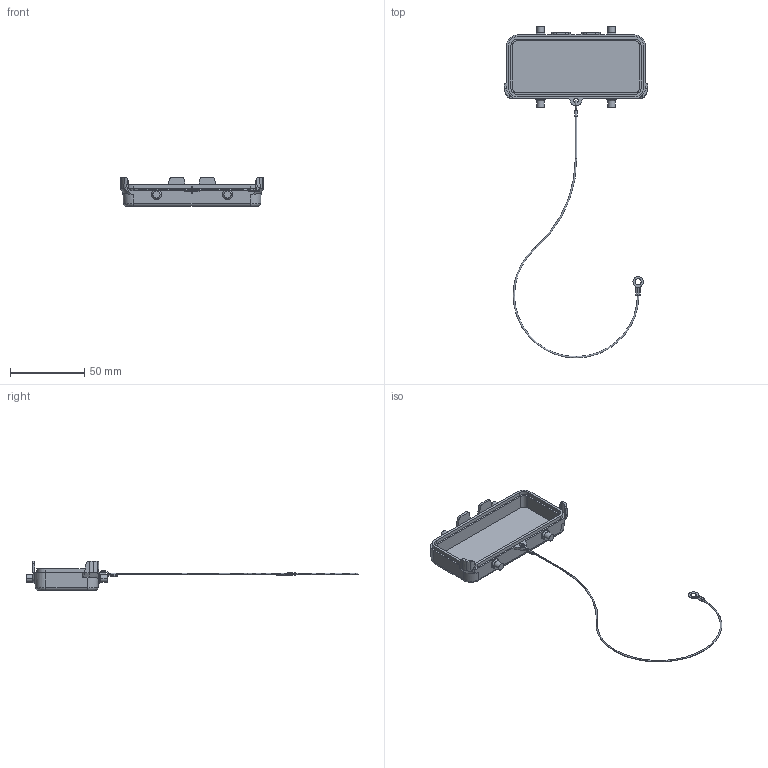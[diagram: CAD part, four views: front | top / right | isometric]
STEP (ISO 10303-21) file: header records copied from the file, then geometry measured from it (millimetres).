
FILE_DESCRIPTION(('Creo Elements/Direct Modeling STEP Export'),'2;1');
FILE_NAME('0ln7uvk5apnmj1d3888','2021-05-19T15:26:24',(''),(''),'Creo Elements/Direct Modeling STEP processor for AP214 (Solid Model)','Creo Elements/Direct Modeling 20.1B 02-Apr-2019 (C) Parametric Technology GmbH','');
FILE_SCHEMA(('AUTOMOTIVE_DESIGN { 1 0 10303 214 1 1 1 1 }'));
Length unit declared in the file: millimetre
Products named in the file (2): CHCE_16
Assembly tree (1 placements, depth 2):
  CHCE_16
    CHCE_16
Bounding box: 96.9 x 224.27 x 20 mm (x, y, z)
Volume: 21009.4 mm3; surface area: 16584.2 mm2
Topology: 1 solids, 1 shells, 241 faces, 637 edges, 413 vertices
Faces by surface type: plane 108, cylinder 97, cone 16, bspline 10, torus 10
Entity records: 10331 total; most frequent: CARTESIAN_POINT 2449, ORIENTED_EDGE 1274, DIRECTION 1205, EDGE_CURVE 635, AXIS2_PLACEMENT_3D 430, VERTEX_POINT 412, VECTOR 345, LINE 345
